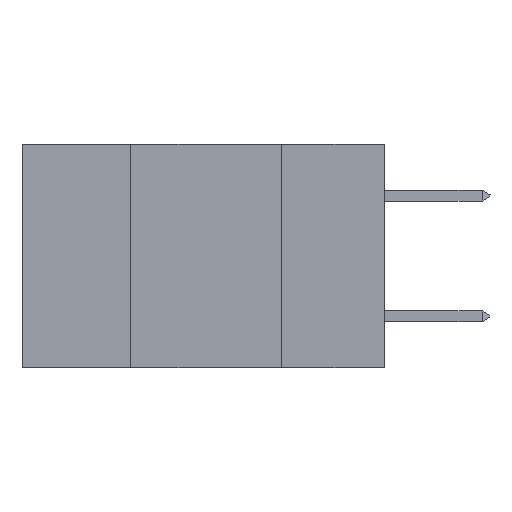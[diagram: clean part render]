
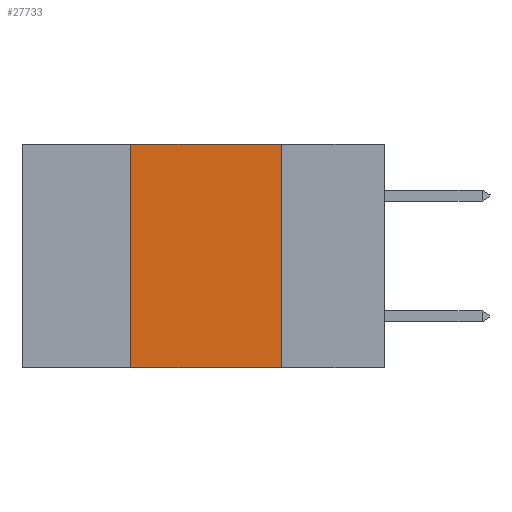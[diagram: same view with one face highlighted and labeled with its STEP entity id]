
A CAD part, left-side view. The second image highlights one B-rep face of the part: STEP entity #27733.
In plain terms, the highlighted planar face has unit normal (-1, 0, 0).
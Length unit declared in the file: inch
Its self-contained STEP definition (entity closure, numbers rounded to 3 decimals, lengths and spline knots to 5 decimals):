
#530 = VERTEX_POINT ( 'NONE', #3901 ) ;
#2385 = VERTEX_POINT ( 'NONE', #8588 ) ;
#2655 = VECTOR ( 'NONE', #6281, 39.37008 ) ;
#3256 = CARTESIAN_POINT ( 'NONE',  ( 0., 0.42, 0. ) ) ;
#3859 = DIRECTION ( 'NONE',  ( 0., 0., -1. ) ) ;
#3901 = CARTESIAN_POINT ( 'NONE',  ( 0., 0.42, -0.37 ) ) ;
#4174 = DIRECTION ( 'NONE',  ( 0., 0., -1. ) ) ;
#4495 = EDGE_CURVE ( 'NONE', #530, #2385, #11029, .T. ) ;
#5171 = ORIENTED_EDGE ( 'NONE', *, *, #23318, .F. ) ;
#6281 = DIRECTION ( 'NONE',  ( 0., -1., 0. ) ) ;
#7002 = LINE ( 'NONE', #13715, #18134 ) ;
#8588 = CARTESIAN_POINT ( 'NONE',  ( 0., 0.17, -0.37 ) ) ;
#8789 = VECTOR ( 'NONE', #4174, 39.37008 ) ;
#9552 = VERTEX_POINT ( 'NONE', #20272 ) ;
#9640 = AXIS2_PLACEMENT_3D ( 'NONE', #10490, #17179, #3859 ) ;
#10490 = CARTESIAN_POINT ( 'NONE',  ( 0., 0.6, 0. ) ) ;
#11029 = LINE ( 'NONE', #21990, #17611 ) ;
#11040 = FACE_OUTER_BOUND ( 'NONE', #13550, .T. ) ;
#12019 = EDGE_CURVE ( 'NONE', #27556, #9552, #26146, .T. ) ;
#13550 = EDGE_LOOP ( 'NONE', ( #15261, #25516, #5171, #24185 ) ) ;
#13715 = CARTESIAN_POINT ( 'NONE',  ( 0., 0.42, 0. ) ) ;
#14935 = PLANE ( 'NONE',  #9640 ) ;
#15261 = ORIENTED_EDGE ( 'NONE', *, *, #15292, .F. ) ;
#15292 = EDGE_CURVE ( 'NONE', #9552, #2385, #26334, .T. ) ;
#17179 = DIRECTION ( 'NONE',  ( 1., 0., 0. ) ) ;
#17491 = CARTESIAN_POINT ( 'NONE',  ( 0., 0.17, 0. ) ) ;
#17611 = VECTOR ( 'NONE', #24194, 39.37008 ) ;
#18134 = VECTOR ( 'NONE', #26811, 39.37008 ) ;
#20272 = CARTESIAN_POINT ( 'NONE',  ( 0., 0.17, 0. ) ) ;
#21990 = CARTESIAN_POINT ( 'NONE',  ( 0., 0.6, -0.37 ) ) ;
#23318 = EDGE_CURVE ( 'NONE', #530, #27556, #7002, .T. ) ;
#23990 = CARTESIAN_POINT ( 'NONE',  ( 0., 0.6, 0. ) ) ;
#24185 = ORIENTED_EDGE ( 'NONE', *, *, #4495, .T. ) ;
#24194 = DIRECTION ( 'NONE',  ( 0., -1., 0. ) ) ;
#25516 = ORIENTED_EDGE ( 'NONE', *, *, #12019, .F. ) ;
#26146 = LINE ( 'NONE', #23990, #2655 ) ;
#26334 = LINE ( 'NONE', #17491, #8789 ) ;
#26811 = DIRECTION ( 'NONE',  ( 0., 0., 1. ) ) ;
#27556 = VERTEX_POINT ( 'NONE', #3256 ) ;
#27733 = ADVANCED_FACE ( 'NONE', ( #11040 ), #14935, .F. ) ;
